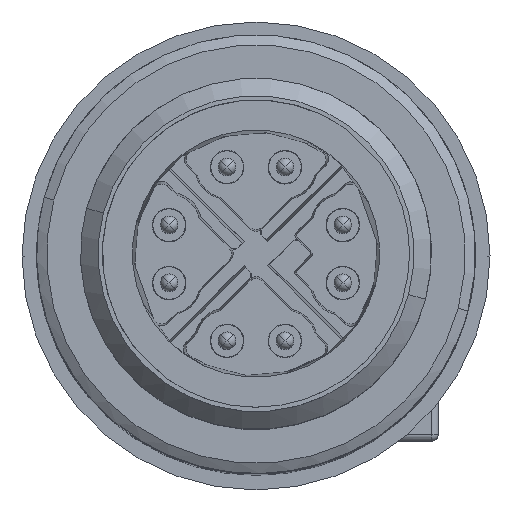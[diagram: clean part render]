
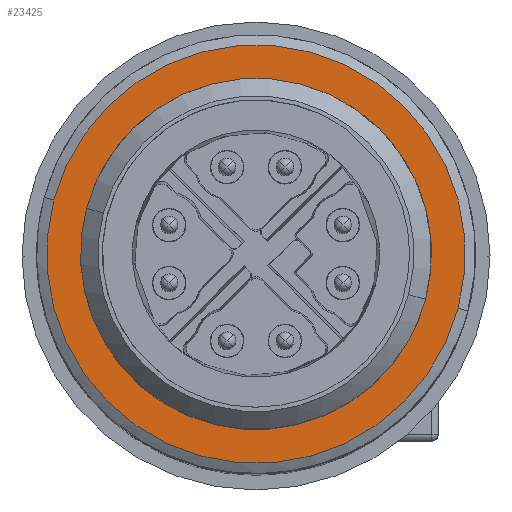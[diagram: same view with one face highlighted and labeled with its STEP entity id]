
A CAD part, top view. The second image highlights one B-rep face of the part: STEP entity #23425.
In plain terms, the highlighted planar face has unit normal (0, 0, 1).
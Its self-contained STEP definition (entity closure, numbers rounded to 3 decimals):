
#23322=AXIS2_PLACEMENT_3D('Circle Axis2P3D',#23320,#23321,$) ;
#23346=AXIS2_PLACEMENT_3D('Circle Axis2P3D',#23344,#23345,$) ;
#23359=AXIS2_PLACEMENT_3D('Plane Axis2P3D',#23356,#23357,#23358) ;
#23317=CARTESIAN_POINT('Vertex',(14.91,6.149,138.454)) ;
#23320=CARTESIAN_POINT('Axis2P3D Location',(8.,8.,138.454)) ;
#23324=CARTESIAN_POINT('Vertex',(1.09,9.851,138.454)) ;
#23344=CARTESIAN_POINT('Axis2P3D Location',(8.,8.,138.454)) ;
#23356=CARTESIAN_POINT('Axis2P3D Location',(9.851,14.91,138.454)) ;
#23366=CARTESIAN_POINT('Control Point',(2.204,9.553,138.454)) ;
#23367=CARTESIAN_POINT('Control Point',(2.049,8.973,138.454)) ;
#23368=CARTESIAN_POINT('Control Point',(1.966,8.374,138.454)) ;
#23369=CARTESIAN_POINT('Control Point',(1.959,7.768,138.454)) ;
#23370=CARTESIAN_POINT('Control Point',(2.097,6.567,138.454)) ;
#23371=CARTESIAN_POINT('Control Point',(2.525,5.436,138.454)) ;
#23372=CARTESIAN_POINT('Control Point',(2.81,4.9,138.454)) ;
#23373=CARTESIAN_POINT('Control Point',(3.506,3.912,138.454)) ;
#23374=CARTESIAN_POINT('Control Point',(4.425,3.125,138.454)) ;
#23375=CARTESIAN_POINT('Control Point',(4.931,2.791,138.454)) ;
#23376=CARTESIAN_POINT('Control Point',(6.017,2.258,138.454)) ;
#23377=CARTESIAN_POINT('Control Point',(7.2,2.008,138.454)) ;
#23378=CARTESIAN_POINT('Control Point',(7.804,1.958,138.454)) ;
#23379=CARTESIAN_POINT('Control Point',(9.012,2.01,138.454)) ;
#23380=CARTESIAN_POINT('Control Point',(10.17,2.358,138.454)) ;
#23381=CARTESIAN_POINT('Control Point',(10.725,2.604,138.454)) ;
#23382=CARTESIAN_POINT('Control Point',(11.76,3.229,138.454)) ;
#23383=CARTESIAN_POINT('Control Point',(12.61,4.089,138.454)) ;
#23384=CARTESIAN_POINT('Control Point',(12.978,4.571,138.454)) ;
#23385=CARTESIAN_POINT('Control Point',(13.369,5.241,138.454)) ;
#23386=CARTESIAN_POINT('Control Point',(13.646,5.96,138.454)) ;
#23387=CARTESIAN_POINT('Control Point',(13.702,6.121,138.454)) ;
#23388=CARTESIAN_POINT('Control Point',(13.752,6.283,138.454)) ;
#23389=CARTESIAN_POINT('Control Point',(13.796,6.447,138.454)) ;
#23390=CARTESIAN_POINT('Vertex',(2.204,9.553,138.454)) ;
#23392=CARTESIAN_POINT('Vertex',(13.796,6.447,138.454)) ;
#23396=CARTESIAN_POINT('Control Point',(13.796,6.447,138.454)) ;
#23397=CARTESIAN_POINT('Control Point',(13.951,7.027,138.454)) ;
#23398=CARTESIAN_POINT('Control Point',(14.034,7.626,138.454)) ;
#23399=CARTESIAN_POINT('Control Point',(14.041,8.232,138.454)) ;
#23400=CARTESIAN_POINT('Control Point',(13.903,9.433,138.454)) ;
#23401=CARTESIAN_POINT('Control Point',(13.475,10.564,138.454)) ;
#23402=CARTESIAN_POINT('Control Point',(13.19,11.1,138.454)) ;
#23403=CARTESIAN_POINT('Control Point',(12.494,12.088,138.454)) ;
#23404=CARTESIAN_POINT('Control Point',(11.575,12.875,138.454)) ;
#23405=CARTESIAN_POINT('Control Point',(11.069,13.209,138.454)) ;
#23406=CARTESIAN_POINT('Control Point',(9.983,13.742,138.454)) ;
#23407=CARTESIAN_POINT('Control Point',(8.8,13.992,138.454)) ;
#23408=CARTESIAN_POINT('Control Point',(8.196,14.042,138.454)) ;
#23409=CARTESIAN_POINT('Control Point',(6.988,13.99,138.454)) ;
#23410=CARTESIAN_POINT('Control Point',(5.83,13.642,138.454)) ;
#23411=CARTESIAN_POINT('Control Point',(5.275,13.396,138.454)) ;
#23412=CARTESIAN_POINT('Control Point',(4.24,12.771,138.454)) ;
#23413=CARTESIAN_POINT('Control Point',(3.39,11.911,138.454)) ;
#23414=CARTESIAN_POINT('Control Point',(3.022,11.429,138.454)) ;
#23415=CARTESIAN_POINT('Control Point',(2.631,10.759,138.454)) ;
#23416=CARTESIAN_POINT('Control Point',(2.354,10.04,138.454)) ;
#23417=CARTESIAN_POINT('Control Point',(2.298,9.879,138.454)) ;
#23418=CARTESIAN_POINT('Control Point',(2.248,9.717,138.454)) ;
#23419=CARTESIAN_POINT('Control Point',(2.204,9.553,138.454)) ;
#23321=DIRECTION('Axis2P3D Direction',(0.,0.,-1.)) ;
#23345=DIRECTION('Axis2P3D Direction',(0.,0.,-1.)) ;
#23357=DIRECTION('Axis2P3D Direction',(0.,0.,-1.)) ;
#23358=DIRECTION('Axis2P3D XDirection',(-0.966,0.259,0.)) ;
#23362=ORIENTED_EDGE('',*,*,#23348,.T.) ;
#23363=ORIENTED_EDGE('',*,*,#23326,.T.) ;
#23422=ORIENTED_EDGE('',*,*,#23394,.F.) ;
#23423=ORIENTED_EDGE('',*,*,#23420,.F.) ;
#23424=FACE_BOUND('',#23421,.T.) ;
#23425=ADVANCED_FACE('Hauptk\X2\00F6\X0\rper',(#23364,#23424),#23360,.F.) ;
#23365=B_SPLINE_CURVE_WITH_KNOTS('',5,(#23366,#23367,#23368,#23369,#23370,#23371,#23372,#23373,#23374,#23375,#23376,#23377,#23378,#23379,#23380,#23381,#23382,#23383,#23384,#23385,#23386,#23387,#23388,#23389),.UNSPECIFIED.,.F.,.U.,(6,3,3,3,3,3,3,6),(0.,4.243,8.485,12.728,16.97,21.213,25.456,26.657),.UNSPECIFIED.) ;
#23395=B_SPLINE_CURVE_WITH_KNOTS('',5,(#23396,#23397,#23398,#23399,#23400,#23401,#23402,#23403,#23404,#23405,#23406,#23407,#23408,#23409,#23410,#23411,#23412,#23413,#23414,#23415,#23416,#23417,#23418,#23419),.UNSPECIFIED.,.F.,.U.,(6,3,3,3,3,3,3,6),(0.,4.243,8.485,12.728,16.97,21.213,25.456,26.657),.UNSPECIFIED.) ;
#23323=CIRCLE('generated circle',#23322,7.154) ;
#23347=CIRCLE('generated circle',#23346,7.154) ;
#23326=EDGE_CURVE('',#23325,#23318,#23323,.F.) ;
#23348=EDGE_CURVE('',#23318,#23325,#23347,.F.) ;
#23394=EDGE_CURVE('',#23391,#23393,#23365,.T.) ;
#23420=EDGE_CURVE('',#23393,#23391,#23395,.T.) ;
#23361=EDGE_LOOP('',(#23362,#23363)) ;
#23421=EDGE_LOOP('',(#23422,#23423)) ;
#23364=FACE_OUTER_BOUND('',#23361,.T.) ;
#23360=PLANE('',#23359) ;
#23318=VERTEX_POINT('',#23317) ;
#23325=VERTEX_POINT('',#23324) ;
#23391=VERTEX_POINT('',#23390) ;
#23393=VERTEX_POINT('',#23392) ;
